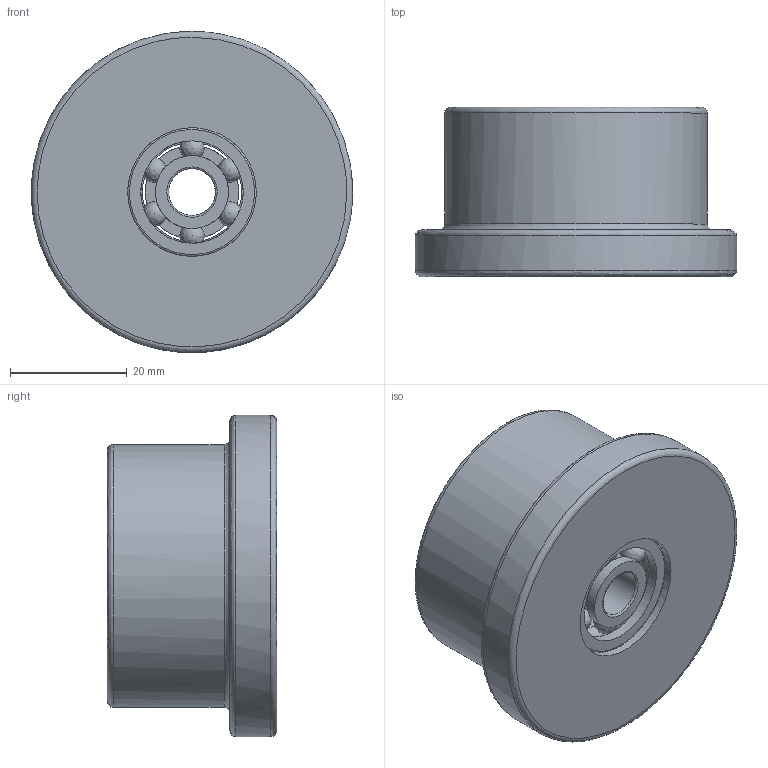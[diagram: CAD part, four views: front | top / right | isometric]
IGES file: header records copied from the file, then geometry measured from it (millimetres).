
Global section: file name: SZ2422S_A; native system: Autodesk Inventor 2015; preprocessor: unknown; author: Behrens; date: 20151118.144915; units: millimetre
Bounding box: 55 x 29 x 54.98 mm (x, y, z)
Volume: 46500.5 mm3; surface area: 15299.5 mm2
Topology: 4 solids, 4 shells, 86 faces, 324 edges, 229 vertices
Faces by surface type: bspline 86
